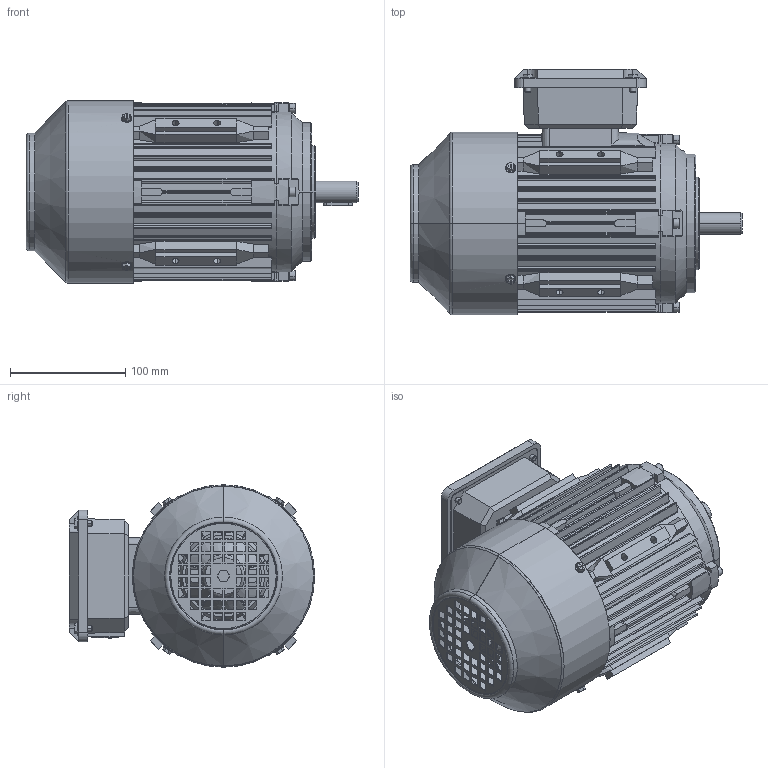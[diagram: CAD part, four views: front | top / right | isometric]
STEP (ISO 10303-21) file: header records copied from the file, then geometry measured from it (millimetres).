
FILE_DESCRIPTION (( 'STEP AP203' ), '1' );
FILE_NAME ('TC 80 B14外形图-大接线盒.STEP', '2016-03-07T02:59:13', ( '微软用户' ), ( '微软中国' ), 'SwSTEP 2.0', 'SolidWorks 2008', '' );
FILE_SCHEMA (( 'CONFIG_CONTROL_DESIGN' ));
Length unit declared in the file: millimetre
Products named in the file (18): TC80 B5 机壳_默认; TC 90-100 接线盒座_默认; TC 90-100 接线盒盖_默认; TC 80-90风叶_默认; M5-12_默认; M4-6_默认; TC 80 B14俋倛芞-湮諉盄碟; TC 80 B3端盖_默认; TC 80转子_默认; TC 80转轴_默认; 6204_默认; 油封20-34-7_默认; TC 80风罩_默认; M5-20_默认; 5_默认; 平键6-25_默认; M20螺塞_默认; TC 80 B14端盖_默认
Assembly tree (32 placements, depth 3):
  TC 80 B14俋倛芞-湮諉盄碟
    M4-6_默认  x4
    M20螺塞_默认  x2
    TC 80 B3端盖_默认
    M5-12_默认  x4
    油封20-34-7_默认  x2
    M5-20_默认  x4
    TC 90-100 接线盒盖_默认
    5_默认  x4
    TC 80风罩_默认
    TC 80 B14端盖_默认
    TC80 B5 机壳_默认
    TC 80转子_默认
      TC 80转轴_默认
      6204_默认  x2
    TC 90-100 接线盒座_默认
    平键6-25_默认
    TC 80-90风叶_默认
Bounding box: 287.5 x 212.5 x 158 mm (x, y, z)
Volume: 1107173.9 mm3; surface area: 571295 mm2
Topology: 31 solids, 31 shells, 2459 faces, 6486 edges, 4202 vertices
Faces by surface type: plane 1404, cylinder 691, cone 150, bspline 116, torus 98
Entity records: 70502 total; most frequent: CARTESIAN_POINT 18517, ORIENTED_EDGE 10620, DIRECTION 10070, EDGE_CURVE 5310, AXIS2_PLACEMENT_3D 3541, VERTEX_POINT 3441, VECTOR 2988, LINE 2988
